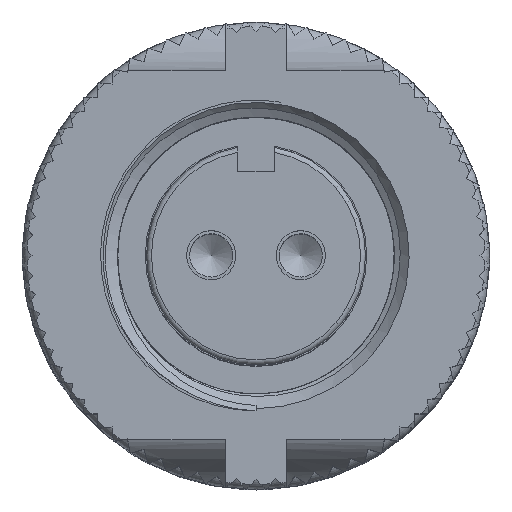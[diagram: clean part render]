
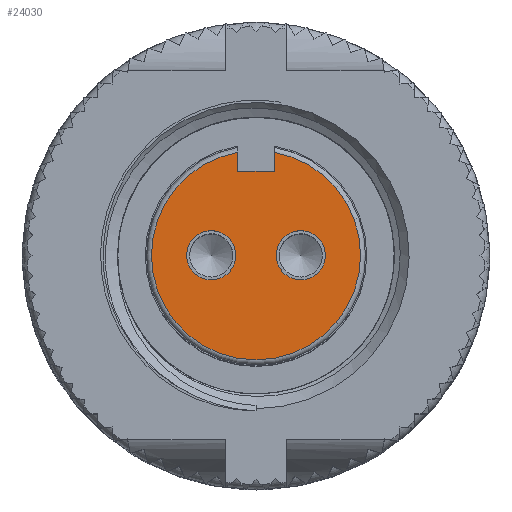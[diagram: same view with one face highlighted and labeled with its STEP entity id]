
A CAD part, top view. The second image highlights one B-rep face of the part: STEP entity #24030.
In plain terms, the highlighted planar face has unit normal (0, 0, 1).
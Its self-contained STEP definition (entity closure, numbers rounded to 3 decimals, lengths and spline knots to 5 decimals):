
#634=PLANE('',#27086);
#2136=FACE_BOUND('',#4684,.T.);
#2137=FACE_BOUND('',#4685,.T.);
#3326=FACE_OUTER_BOUND('',#4683,.T.);
#4683=EDGE_LOOP('',(#21457,#21458,#21459,#21460));
#4684=EDGE_LOOP('',(#21461));
#4685=EDGE_LOOP('',(#21462));
#6690=CIRCLE('',#27070,0.05);
#6694=CIRCLE('',#27078,0.05);
#6695=CIRCLE('',#27082,0.2125);
#7399=LINE('',#61322,#8110);
#7404=LINE('',#61331,#8115);
#7406=LINE('',#61334,#8117);
#8110=VECTOR('',#33880,0.3937);
#8115=VECTOR('',#33887,0.3937);
#8117=VECTOR('',#33891,0.3937);
#10453=VERTEX_POINT('',#61300);
#10457=VERTEX_POINT('',#61312);
#10458=VERTEX_POINT('',#61315);
#10459=VERTEX_POINT('',#61317);
#10460=VERTEX_POINT('',#61321);
#10463=VERTEX_POINT('',#61329);
#14114=EDGE_CURVE('',#10453,#10453,#6690,.T.);
#14118=EDGE_CURVE('',#10457,#10457,#6694,.T.);
#14121=EDGE_CURVE('',#10459,#10458,#6695,.T.);
#14122=EDGE_CURVE('',#10460,#10458,#7399,.T.);
#14127=EDGE_CURVE('',#10459,#10463,#7404,.T.);
#14129=EDGE_CURVE('',#10463,#10460,#7406,.T.);
#21457=ORIENTED_EDGE('',*,*,#14121,.F.);
#21458=ORIENTED_EDGE('',*,*,#14127,.T.);
#21459=ORIENTED_EDGE('',*,*,#14129,.T.);
#21460=ORIENTED_EDGE('',*,*,#14122,.T.);
#21461=ORIENTED_EDGE('',*,*,#14118,.T.);
#21462=ORIENTED_EDGE('',*,*,#14114,.T.);
#24030=ADVANCED_FACE('',(#3326,#2136,#2137),#634,.F.);
#27070=AXIS2_PLACEMENT_3D('',#61301,#33852,#33853);
#27078=AXIS2_PLACEMENT_3D('',#61313,#33868,#33869);
#27082=AXIS2_PLACEMENT_3D('',#61319,#33876,#33877);
#27086=AXIS2_PLACEMENT_3D('',#61335,#33892,#33893);
#33852=DIRECTION('center_axis',(0.,0.,-1.));
#33853=DIRECTION('ref_axis',(1.,0.,0.));
#33868=DIRECTION('center_axis',(0.,0.,-1.));
#33869=DIRECTION('ref_axis',(1.,0.,0.));
#33876=DIRECTION('center_axis',(0.,0.,-1.));
#33877=DIRECTION('ref_axis',(0.,-1.,0.));
#33880=DIRECTION('',(0.,1.,0.));
#33887=DIRECTION('',(0.,-1.,0.));
#33891=DIRECTION('',(-1.,0.,0.));
#33892=DIRECTION('center_axis',(0.,0.,-1.));
#33893=DIRECTION('ref_axis',(-1.,0.,0.));
#61300=CARTESIAN_POINT('',(0.141,0.,0.));
#61301=CARTESIAN_POINT('Origin',(0.091,0.,0.));
#61312=CARTESIAN_POINT('',(-0.041,0.,0.));
#61313=CARTESIAN_POINT('Origin',(-0.091,0.,0.));
#61315=CARTESIAN_POINT('',(-0.0375,0.20917,0.));
#61317=CARTESIAN_POINT('',(0.0375,0.20917,0.));
#61319=CARTESIAN_POINT('Origin',(0.,0.,
0.));
#61321=CARTESIAN_POINT('',(-0.0375,0.1705,0.));
#61322=CARTESIAN_POINT('',(-0.0375,0.10966,0.));
#61329=CARTESIAN_POINT('',(0.0375,0.1705,0.));
#61331=CARTESIAN_POINT('',(0.0375,0.08525,0.));
#61334=CARTESIAN_POINT('',(-0.01875,0.1705,0.));
#61335=CARTESIAN_POINT('Origin',(0.,0.,
0.));
